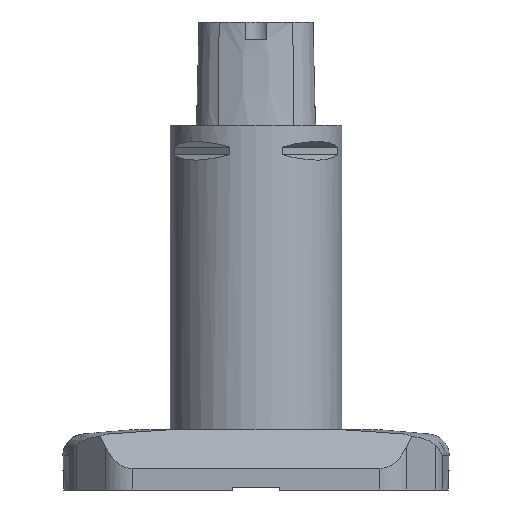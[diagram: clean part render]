
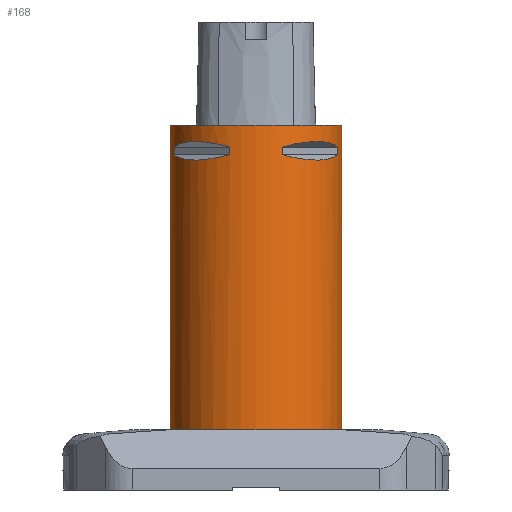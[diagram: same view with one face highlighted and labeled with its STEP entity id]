
A CAD part, front view. The second image highlights one B-rep face of the part: STEP entity #168.
In plain terms, the highlighted cylindrical face has radius 40 mm (diameter 80 mm), a full revolution.
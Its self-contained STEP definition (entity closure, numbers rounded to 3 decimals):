
#168=ADVANCED_FACE('',(#307,#308,#309,#310,#311,#312),#237,.T.);
#237=CYLINDRICAL_SURFACE('',#1289,40.);
#257=CIRCLE('',#1283,40.);
#258=CIRCLE('',#1288,40.);
#307=FACE_BOUND('',#325,.T.);
#308=FACE_BOUND('',#326,.T.);
#309=FACE_BOUND('',#327,.T.);
#310=FACE_BOUND('',#328,.T.);
#311=FACE_BOUND('',#329,.T.);
#312=FACE_BOUND('',#330,.T.);
#325=EDGE_LOOP('',(#417,#418,#419,#420));
#326=EDGE_LOOP('',(#421,#422,#423,#424));
#327=EDGE_LOOP('',(#425));
#328=EDGE_LOOP('',(#426,#427,#428,#429));
#329=EDGE_LOOP('',(#430,#431,#432,#433));
#330=EDGE_LOOP('',(#434));
#405=ELLIPSE('',#1279,46.188,40.);
#406=ELLIPSE('',#1280,46.188,40.);
#407=ELLIPSE('',#1281,46.188,40.);
#408=ELLIPSE('',#1282,46.188,40.);
#409=ELLIPSE('',#1284,46.188,40.);
#410=ELLIPSE('',#1285,46.188,40.);
#411=ELLIPSE('',#1286,46.188,40.);
#412=ELLIPSE('',#1287,46.188,40.);
#417=ORIENTED_EDGE('',*,*,#883,.T.);
#418=ORIENTED_EDGE('',*,*,#884,.T.);
#419=ORIENTED_EDGE('',*,*,#885,.T.);
#420=ORIENTED_EDGE('',*,*,#886,.T.);
#421=ORIENTED_EDGE('',*,*,#887,.T.);
#422=ORIENTED_EDGE('',*,*,#888,.T.);
#423=ORIENTED_EDGE('',*,*,#889,.T.);
#424=ORIENTED_EDGE('',*,*,#890,.T.);
#425=ORIENTED_EDGE('',*,*,#891,.T.);
#426=ORIENTED_EDGE('',*,*,#892,.T.);
#427=ORIENTED_EDGE('',*,*,#893,.T.);
#428=ORIENTED_EDGE('',*,*,#894,.T.);
#429=ORIENTED_EDGE('',*,*,#895,.T.);
#430=ORIENTED_EDGE('',*,*,#896,.T.);
#431=ORIENTED_EDGE('',*,*,#897,.T.);
#432=ORIENTED_EDGE('',*,*,#898,.T.);
#433=ORIENTED_EDGE('',*,*,#899,.T.);
#434=ORIENTED_EDGE('',*,*,#900,.F.);
#765=VERTEX_POINT('',#1782);
#766=VERTEX_POINT('',#1783);
#767=VERTEX_POINT('',#1785);
#768=VERTEX_POINT('',#1787);
#769=VERTEX_POINT('',#1790);
#770=VERTEX_POINT('',#1791);
#771=VERTEX_POINT('',#1793);
#772=VERTEX_POINT('',#1795);
#773=VERTEX_POINT('',#1798);
#774=VERTEX_POINT('',#1800);
#775=VERTEX_POINT('',#1801);
#776=VERTEX_POINT('',#1803);
#777=VERTEX_POINT('',#1805);
#778=VERTEX_POINT('',#1808);
#779=VERTEX_POINT('',#1809);
#780=VERTEX_POINT('',#1811);
#781=VERTEX_POINT('',#1813);
#782=VERTEX_POINT('',#1816);
#883=EDGE_CURVE('',#765,#766,#1057,.T.);
#884=EDGE_CURVE('',#766,#767,#405,.T.);
#885=EDGE_CURVE('',#767,#768,#1058,.T.);
#886=EDGE_CURVE('',#768,#765,#406,.T.);
#887=EDGE_CURVE('',#769,#770,#1059,.T.);
#888=EDGE_CURVE('',#770,#771,#407,.T.);
#889=EDGE_CURVE('',#771,#772,#1060,.T.);
#890=EDGE_CURVE('',#772,#769,#408,.T.);
#891=EDGE_CURVE('',#773,#773,#257,.T.);
#892=EDGE_CURVE('',#774,#775,#1061,.T.);
#893=EDGE_CURVE('',#775,#776,#409,.T.);
#894=EDGE_CURVE('',#776,#777,#1062,.T.);
#895=EDGE_CURVE('',#777,#774,#410,.T.);
#896=EDGE_CURVE('',#778,#779,#1063,.T.);
#897=EDGE_CURVE('',#779,#780,#411,.T.);
#898=EDGE_CURVE('',#780,#781,#1064,.T.);
#899=EDGE_CURVE('',#781,#778,#412,.T.);
#900=EDGE_CURVE('',#782,#782,#258,.T.);
#1057=LINE('',#1781,#1147);
#1058=LINE('',#1786,#1148);
#1059=LINE('',#1789,#1149);
#1060=LINE('',#1794,#1150);
#1061=LINE('',#1799,#1151);
#1062=LINE('',#1804,#1152);
#1063=LINE('',#1807,#1153);
#1064=LINE('',#1812,#1154);
#1147=VECTOR('',#1420,1.);
#1148=VECTOR('',#1423,1.);
#1149=VECTOR('',#1426,1.);
#1150=VECTOR('',#1429,1.);
#1151=VECTOR('',#1434,1.);
#1152=VECTOR('',#1437,1.);
#1153=VECTOR('',#1440,1.);
#1154=VECTOR('',#1443,1.);
#1279=AXIS2_PLACEMENT_3D('',#1784,#1421,#1422);
#1280=AXIS2_PLACEMENT_3D('',#1788,#1424,#1425);
#1281=AXIS2_PLACEMENT_3D('',#1792,#1427,#1428);
#1282=AXIS2_PLACEMENT_3D('',#1796,#1430,#1431);
#1283=AXIS2_PLACEMENT_3D('',#1797,#1432,#1433);
#1284=AXIS2_PLACEMENT_3D('',#1802,#1435,#1436);
#1285=AXIS2_PLACEMENT_3D('',#1806,#1438,#1439);
#1286=AXIS2_PLACEMENT_3D('',#1810,#1441,#1442);
#1287=AXIS2_PLACEMENT_3D('',#1814,#1444,#1445);
#1288=AXIS2_PLACEMENT_3D('',#1815,#1446,#1447);
#1289=AXIS2_PLACEMENT_3D('',#1817,#1448,#1449);
#1420=DIRECTION('',(0.,0.,1.));
#1421=DIRECTION('',(-0.354,-0.354,0.866));
#1422=DIRECTION('',(-0.612,-0.612,-0.5));
#1423=DIRECTION('',(0.,0.,-1.));
#1424=DIRECTION('',(-0.354,-0.354,-0.866));
#1425=DIRECTION('',(0.612,0.612,-0.5));
#1426=DIRECTION('',(0.,0.,1.));
#1427=DIRECTION('',(0.354,0.354,0.866));
#1428=DIRECTION('',(0.612,0.612,-0.5));
#1429=DIRECTION('',(0.,0.,-1.));
#1430=DIRECTION('',(0.354,0.354,-0.866));
#1431=DIRECTION('',(-0.612,-0.612,-0.5));
#1432=DIRECTION('',(0.,0.,-1.));
#1433=DIRECTION('',(-1.,0.,0.));
#1434=DIRECTION('',(0.,0.,1.));
#1435=DIRECTION('',(0.354,-0.354,0.866));
#1436=DIRECTION('',(0.612,-0.612,-0.5));
#1437=DIRECTION('',(0.,0.,-1.));
#1438=DIRECTION('',(0.354,-0.354,-0.866));
#1439=DIRECTION('',(-0.612,0.612,-0.5));
#1440=DIRECTION('',(0.,0.,1.));
#1441=DIRECTION('',(-0.354,0.354,0.866));
#1442=DIRECTION('',(-0.612,0.612,-0.5));
#1443=DIRECTION('',(0.,0.,-1.));
#1444=DIRECTION('',(-0.354,0.354,-0.866));
#1445=DIRECTION('',(0.612,-0.612,-0.5));
#1446=DIRECTION('',(0.,0.,-1.));
#1447=DIRECTION('',(-1.,0.,0.));
#1448=DIRECTION('',(0.,0.,-1.));
#1449=DIRECTION('',(-1.,0.,0.));
#1781=CARTESIAN_POINT('',(38.115,12.133,0.));
#1782=CARTESIAN_POINT('',(38.115,12.133,-13.75));
#1783=CARTESIAN_POINT('',(38.115,12.133,-10.25));
#1784=CARTESIAN_POINT('',(0.,0.,-30.764));
#1785=CARTESIAN_POINT('',(12.133,38.115,-10.25));
#1786=CARTESIAN_POINT('',(12.133,38.115,0.));
#1787=CARTESIAN_POINT('',(12.133,38.115,-13.75));
#1788=CARTESIAN_POINT('',(0.,0.,6.764));
#1789=CARTESIAN_POINT('',(-38.115,-12.133,0.));
#1790=CARTESIAN_POINT('',(-38.115,-12.133,-13.75));
#1791=CARTESIAN_POINT('',(-38.115,-12.133,-10.25));
#1792=CARTESIAN_POINT('',(0.,0.,-30.764));
#1793=CARTESIAN_POINT('',(-12.133,-38.115,-10.25));
#1794=CARTESIAN_POINT('',(-12.133,-38.115,0.));
#1795=CARTESIAN_POINT('',(-12.133,-38.115,-13.75));
#1796=CARTESIAN_POINT('',(0.,0.,6.764));
#1797=CARTESIAN_POINT('',(0.,0.,0.));
#1798=CARTESIAN_POINT('',(-40.,0.,0.));
#1799=CARTESIAN_POINT('',(-12.133,38.115,0.));
#1800=CARTESIAN_POINT('',(-12.133,38.115,-13.75));
#1801=CARTESIAN_POINT('',(-12.133,38.115,-10.25));
#1802=CARTESIAN_POINT('',(0.,0.,-30.764));
#1803=CARTESIAN_POINT('',(-38.115,12.133,-10.25));
#1804=CARTESIAN_POINT('',(-38.115,12.133,0.));
#1805=CARTESIAN_POINT('',(-38.115,12.133,-13.75));
#1806=CARTESIAN_POINT('',(0.,0.,6.764));
#1807=CARTESIAN_POINT('',(12.133,-38.115,0.));
#1808=CARTESIAN_POINT('',(12.133,-38.115,-13.75));
#1809=CARTESIAN_POINT('',(12.133,-38.115,-10.25));
#1810=CARTESIAN_POINT('',(0.,0.,-30.764));
#1811=CARTESIAN_POINT('',(38.115,-12.133,-10.25));
#1812=CARTESIAN_POINT('',(38.115,-12.133,0.));
#1813=CARTESIAN_POINT('',(38.115,-12.133,-13.75));
#1814=CARTESIAN_POINT('',(0.,0.,6.764));
#1815=CARTESIAN_POINT('',(0.,0.,-141.9));
#1816=CARTESIAN_POINT('',(-40.,0.,-141.9));
#1817=CARTESIAN_POINT('',(0.,0.,0.));
